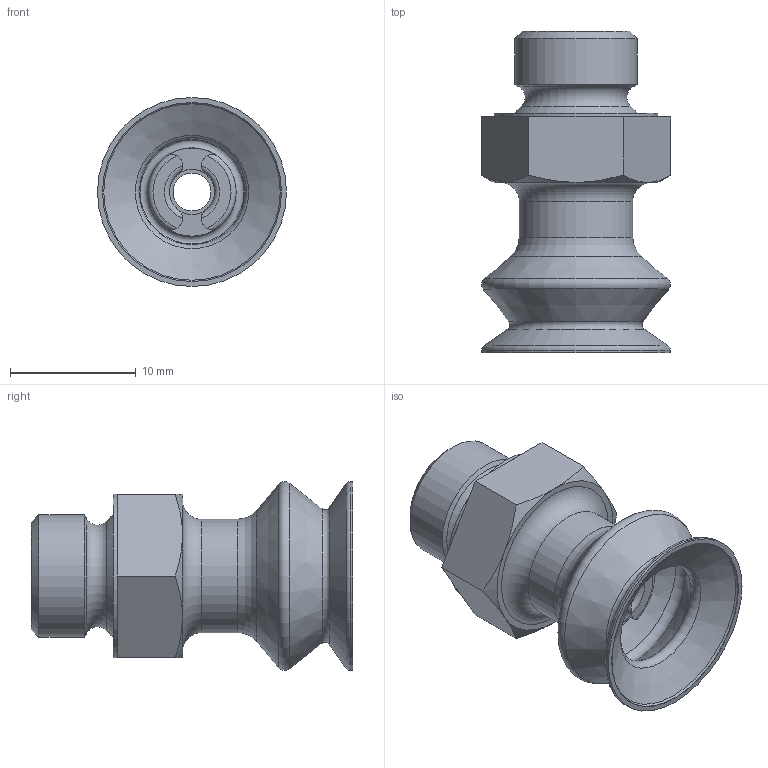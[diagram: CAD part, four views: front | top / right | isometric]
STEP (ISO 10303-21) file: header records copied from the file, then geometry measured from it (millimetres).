
FILE_DESCRIPTION(/* description */ ('STEP AP214'),/* implementation_level */ '2;1');
FILE_NAME(/* name */ '1377689_VASB-15-1_8-SI-B',/* time_stamp */ '2024-09-13T07:13:28+02:00',/* author */ ('License CC BY-ND 4.0'),/* organization */ ('CADENAS'),/* preprocessor_version */ 'ST-DEVELOPER v19.3',/* originating_system */ 'PARTsolutions',/* authorisation */ ' ');
FILE_SCHEMA (('AUTOMOTIVE_DESIGN {1 0 10303 214 3 1 1}'));
Length unit declared in the file: millimetre
Products named in the file (1): 1377689 VASB-15-1/8-SI-B
Bounding box: 15.01 x 25.5 x 15 mm (x, y, z)
Volume: 1902 mm3; surface area: 1864.9 mm2
Topology: 1 solids, 1 shells, 62 faces, 138 edges, 81 vertices
Faces by surface type: plane 21, cone 15, torus 14, cylinder 12
Full cylindrical faces by diameter (mm): 3 x1, 3.6 x1, 7 x1, 9 x1, 9.728 x1, 13 x1, 14.2 x1, 15 x1
Entity records: 2044 total; most frequent: CARTESIAN_POINT 333, DIRECTION 276, ORIENTED_EDGE 216, AXIS2_PLACEMENT_3D 125, EDGE_CURVE 108, EDGE_LOOP 94, FACE_BOUND 94, VERTEX_POINT 78
